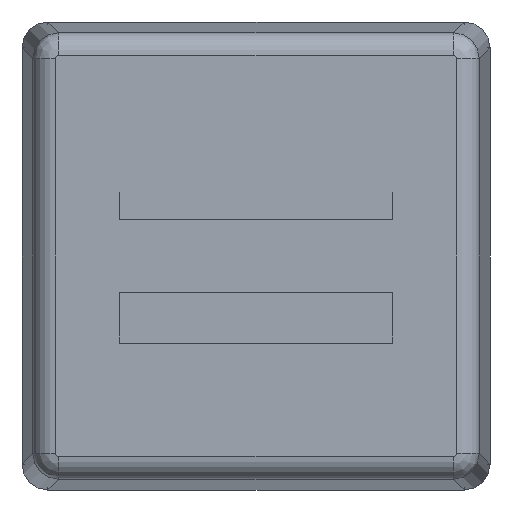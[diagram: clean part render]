
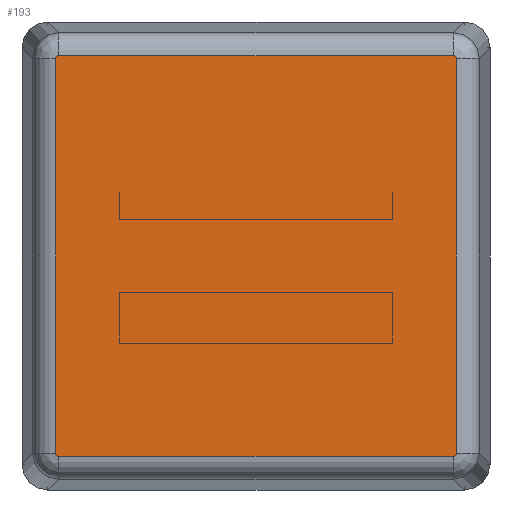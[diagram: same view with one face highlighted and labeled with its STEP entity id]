
A CAD part, left-side view. The second image highlights one B-rep face of the part: STEP entity #193.
In plain terms, the highlighted planar face has unit normal (-1, 0, 0).
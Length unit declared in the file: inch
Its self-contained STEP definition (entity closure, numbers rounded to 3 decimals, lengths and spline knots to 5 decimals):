
#127=ELLIPSE('',#838,0.00201,0.002);
#132=ELLIPSE('',#845,0.00201,0.002);
#133=ELLIPSE('',#846,0.00201,0.002);
#138=ELLIPSE('',#853,0.00201,0.002);
#193=ADVANCED_FACE('',(#255),#213,.T.);
#213=PLANE('',#855);
#255=FACE_OUTER_BOUND('',#299,.T.);
#299=EDGE_LOOP('',(#493,#494,#495,#496,#497,#498,#499,#500));
#493=ORIENTED_EDGE('',*,*,#652,.F.);
#494=ORIENTED_EDGE('',*,*,#636,.T.);
#495=ORIENTED_EDGE('',*,*,#657,.F.);
#496=ORIENTED_EDGE('',*,*,#642,.T.);
#497=ORIENTED_EDGE('',*,*,#658,.F.);
#498=ORIENTED_EDGE('',*,*,#639,.T.);
#499=ORIENTED_EDGE('',*,*,#663,.F.);
#500=ORIENTED_EDGE('',*,*,#633,.T.);
#563=VERTEX_POINT('',#1183);
#564=VERTEX_POINT('',#1185);
#565=VERTEX_POINT('',#1189);
#566=VERTEX_POINT('',#1191);
#567=VERTEX_POINT('',#1195);
#568=VERTEX_POINT('',#1197);
#569=VERTEX_POINT('',#1201);
#570=VERTEX_POINT('',#1203);
#633=EDGE_CURVE('',#564,#563,#718,.T.);
#636=EDGE_CURVE('',#566,#565,#719,.T.);
#639=EDGE_CURVE('',#568,#567,#720,.T.);
#642=EDGE_CURVE('',#570,#569,#721,.T.);
#652=EDGE_CURVE('',#566,#563,#127,.T.);
#657=EDGE_CURVE('',#570,#565,#132,.T.);
#658=EDGE_CURVE('',#568,#569,#133,.T.);
#663=EDGE_CURVE('',#564,#567,#138,.T.);
#718=LINE('',#1184,#775);
#719=LINE('',#1190,#776);
#720=LINE('',#1196,#777);
#721=LINE('',#1202,#778);
#775=VECTOR('',#962,1.);
#776=VECTOR('',#969,1.);
#777=VECTOR('',#976,1.);
#778=VECTOR('',#983,1.);
#838=AXIS2_PLACEMENT_3D('',#1218,#1012,#1013);
#845=AXIS2_PLACEMENT_3D('',#1261,#1026,#1027);
#846=AXIS2_PLACEMENT_3D('',#1274,#1028,#1029);
#853=AXIS2_PLACEMENT_3D('',#1317,#1042,#1043);
#855=AXIS2_PLACEMENT_3D('',#1331,#1046,#1047);
#962=DIRECTION('',(0.,1.,0.));
#969=DIRECTION('',(0.,0.,-1.));
#976=DIRECTION('',(0.,0.,1.));
#983=DIRECTION('',(0.,-1.,0.));
#1012=DIRECTION('',(1.,0.,0.));
#1013=DIRECTION('',(0.,0.707,0.707));
#1026=DIRECTION('',(1.,0.,0.));
#1027=DIRECTION('',(0.,-0.707,0.707));
#1028=DIRECTION('',(1.,0.,0.));
#1029=DIRECTION('',(0.,-0.707,-0.707));
#1042=DIRECTION('',(1.,0.,0.));
#1043=DIRECTION('',(0.,0.707,-0.707));
#1046=DIRECTION('',(-1.,0.,0.));
#1047=DIRECTION('',(0.,0.,1.));
#1183=CARTESIAN_POINT('',(0.,0.28503,0.28702));
#1184=CARTESIAN_POINT('',(0.,0.155,0.28702));
#1185=CARTESIAN_POINT('',(0.,0.02497,0.28702));
#1189=CARTESIAN_POINT('',(0.,0.28702,0.02497));
#1190=CARTESIAN_POINT('',(0.,0.28702,0.));
#1191=CARTESIAN_POINT('',(0.,0.28702,0.28503));
#1195=CARTESIAN_POINT('',(0.,0.02298,0.28503));
#1196=CARTESIAN_POINT('',(0.,0.02298,0.));
#1197=CARTESIAN_POINT('',(0.,0.02298,0.02497));
#1201=CARTESIAN_POINT('',(0.,0.02497,0.02298));
#1202=CARTESIAN_POINT('',(0.,0.155,0.02298));
#1203=CARTESIAN_POINT('',(0.,0.28503,0.02298));
#1218=CARTESIAN_POINT('',(0.,0.28502,0.28502));
#1261=CARTESIAN_POINT('',(0.,0.28502,0.02498));
#1274=CARTESIAN_POINT('',(0.,0.02498,0.02498));
#1317=CARTESIAN_POINT('',(0.,0.02498,0.28502));
#1331=CARTESIAN_POINT('',(0.,0.155,0.13099));
